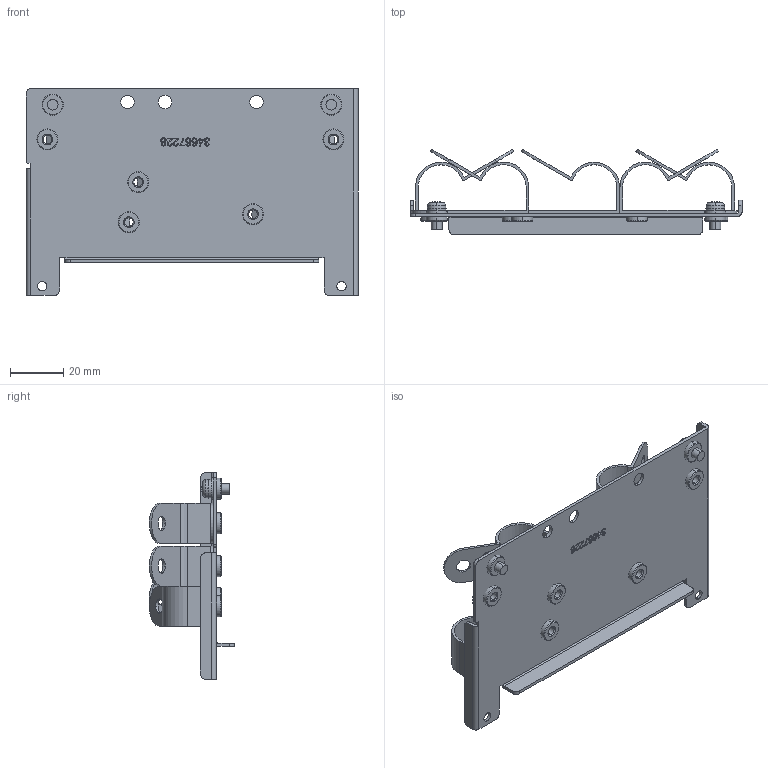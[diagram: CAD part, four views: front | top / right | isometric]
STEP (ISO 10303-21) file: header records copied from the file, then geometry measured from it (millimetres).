
FILE_DESCRIPTION (( 'STEP AP214' ), '1' );
FILE_NAME ('MKM-EPE-PD-3D00 r1.STEP', '2019-09-03T21:18:55', ( '' ), ( '' ), 'SwSTEP 2.0', 'SolidWorks 2017', '' );
FILE_SCHEMA (( 'AUTOMOTIVE_DESIGN' ));
Length unit declared in the file: inch
Products named in the file (1): MKM-EPE-PD-3D00 r1
Bounding box: 124.3 x 31.96 x 77.4 mm (x, y, z)
Volume: 19181.7 mm3; surface area: 36262.2 mm2
Topology: 15 solids, 15 shells, 618 faces, 1593 edges, 1050 vertices
Faces by surface type: plane 233, cylinder 163, bspline 156, cone 60, torus 4, sphere 2
Entity records: 20605 total; most frequent: CARTESIAN_POINT 5302, ORIENTED_EDGE 3186, DIRECTION 2659, EDGE_CURVE 1593, VERTEX_POINT 1050, AXIS2_PLACEMENT_3D 915, LINE 829, VECTOR 829
